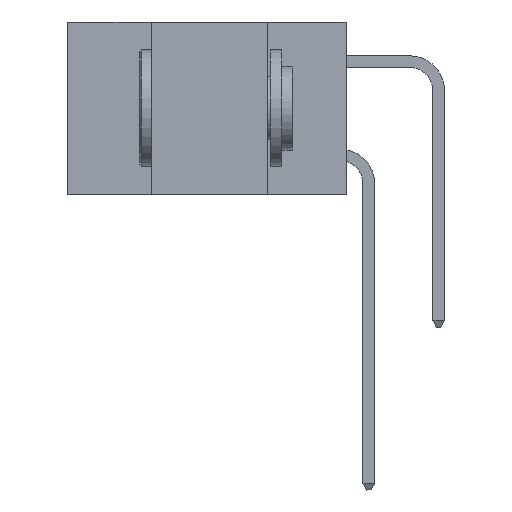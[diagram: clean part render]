
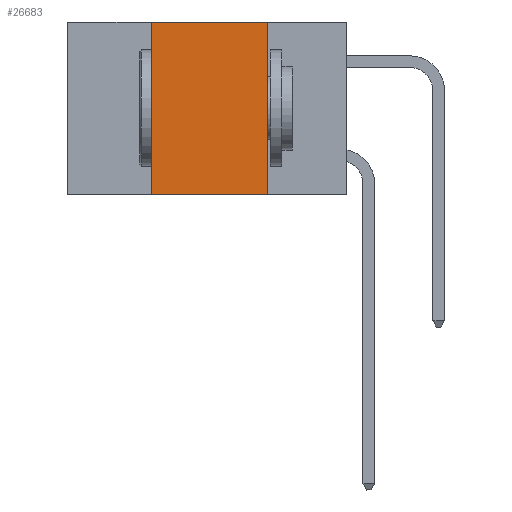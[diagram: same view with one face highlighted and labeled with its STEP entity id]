
A CAD part, left-side view. The second image highlights one B-rep face of the part: STEP entity #26683.
In plain terms, the highlighted planar face has unit normal (-1, 0, 0).
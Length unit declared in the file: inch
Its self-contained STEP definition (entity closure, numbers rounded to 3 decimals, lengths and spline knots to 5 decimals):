
#515 = VECTOR ( 'NONE', #2174, 39.37008 ) ;
#635 = CARTESIAN_POINT ( 'NONE',  ( 0., 0.6, -0.37 ) ) ;
#737 = VERTEX_POINT ( 'NONE', #23375 ) ;
#781 = CARTESIAN_POINT ( 'NONE',  ( 0., 0.17, -0.37 ) ) ;
#999 = DIRECTION ( 'NONE',  ( 0., -1., 0. ) ) ;
#1010 = LINE ( 'NONE', #1177, #5860 ) ;
#1177 = CARTESIAN_POINT ( 'NONE',  ( 0., 0.6, 0. ) ) ;
#1403 = EDGE_CURVE ( 'NONE', #6256, #13496, #15408, .T. ) ;
#2174 = DIRECTION ( 'NONE',  ( 0., 0., -1. ) ) ;
#3043 = PLANE ( 'NONE',  #10104 ) ;
#3045 = LINE ( 'NONE', #20386, #19006 ) ;
#4554 = DIRECTION ( 'NONE',  ( 0., -1., 0. ) ) ;
#5079 = EDGE_CURVE ( 'NONE', #737, #13496, #15810, .T. ) ;
#5860 = VECTOR ( 'NONE', #999, 39.37008 ) ;
#6248 = EDGE_CURVE ( 'NONE', #6256, #8912, #3045, .T. ) ;
#6256 = VERTEX_POINT ( 'NONE', #22504 ) ;
#7623 = ORIENTED_EDGE ( 'NONE', *, *, #6248, .F. ) ;
#8912 = VERTEX_POINT ( 'NONE', #11494 ) ;
#9252 = ORIENTED_EDGE ( 'NONE', *, *, #21869, .F. ) ;
#10104 = AXIS2_PLACEMENT_3D ( 'NONE', #24284, #13720, #22006 ) ;
#10226 = EDGE_LOOP ( 'NONE', ( #17771, #9252, #7623, #10869 ) ) ;
#10869 = ORIENTED_EDGE ( 'NONE', *, *, #1403, .T. ) ;
#11279 = FACE_OUTER_BOUND ( 'NONE', #10226, .T. ) ;
#11494 = CARTESIAN_POINT ( 'NONE',  ( 0., 0.42, 0. ) ) ;
#12760 = CARTESIAN_POINT ( 'NONE',  ( 0., 0.17, 0. ) ) ;
#13496 = VERTEX_POINT ( 'NONE', #781 ) ;
#13720 = DIRECTION ( 'NONE',  ( 1., 0., 0. ) ) ;
#14421 = VECTOR ( 'NONE', #4554, 39.37008 ) ;
#15408 = LINE ( 'NONE', #635, #14421 ) ;
#15810 = LINE ( 'NONE', #12760, #515 ) ;
#17771 = ORIENTED_EDGE ( 'NONE', *, *, #5079, .F. ) ;
#19006 = VECTOR ( 'NONE', #26501, 39.37008 ) ;
#20386 = CARTESIAN_POINT ( 'NONE',  ( 0., 0.42, 0. ) ) ;
#21869 = EDGE_CURVE ( 'NONE', #8912, #737, #1010, .T. ) ;
#22006 = DIRECTION ( 'NONE',  ( 0., 0., -1. ) ) ;
#22504 = CARTESIAN_POINT ( 'NONE',  ( 0., 0.42, -0.37 ) ) ;
#23375 = CARTESIAN_POINT ( 'NONE',  ( 0., 0.17, 0. ) ) ;
#24284 = CARTESIAN_POINT ( 'NONE',  ( 0., 0.6, 0. ) ) ;
#26501 = DIRECTION ( 'NONE',  ( 0., 0., 1. ) ) ;
#26683 = ADVANCED_FACE ( 'NONE', ( #11279 ), #3043, .F. ) ;
